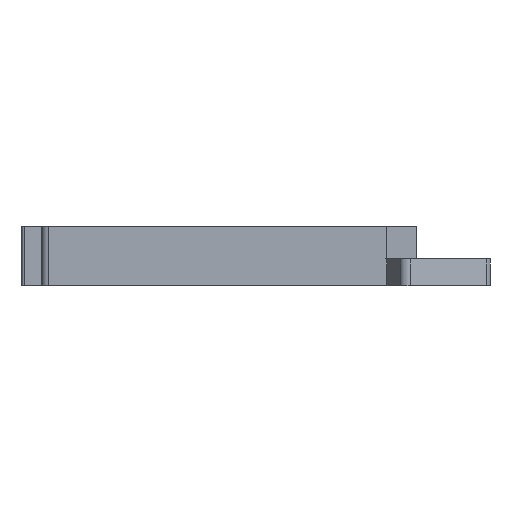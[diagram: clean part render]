
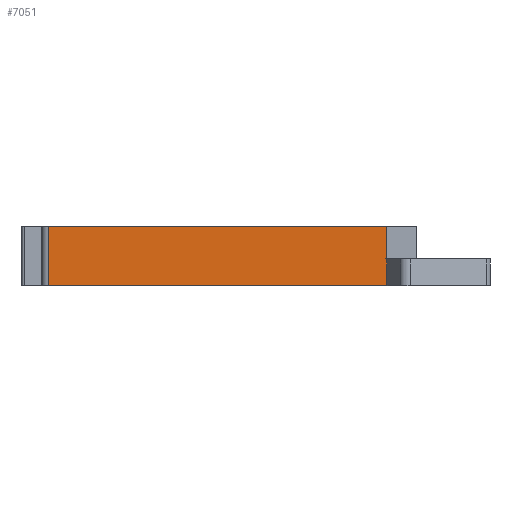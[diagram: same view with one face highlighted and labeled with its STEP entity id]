
A CAD part, left-side view. The second image highlights one B-rep face of the part: STEP entity #7051.
In plain terms, the highlighted planar face has unit normal (-1, 0, 0).
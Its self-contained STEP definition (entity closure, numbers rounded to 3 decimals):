
#253=PLANE('',#7489);
#608=FACE_OUTER_BOUND('',#992,.T.);
#992=EDGE_LOOP('',(#5844,#5845,#5846,#5847,#5848,#5849));
#1217=LINE('',#9490,#2147);
#1245=LINE('',#9587,#2175);
#1551=LINE('',#10228,#2481);
#1592=LINE('',#10319,#2522);
#1634=LINE('',#10413,#2564);
#1792=LINE('',#10855,#2722);
#2147=VECTOR('',#7693,10.);
#2175=VECTOR('',#7737,10.);
#2481=VECTOR('',#8231,10.);
#2522=VECTOR('',#8312,10.);
#2564=VECTOR('',#8380,10.);
#2722=VECTOR('',#8754,10.);
#3147=VERTEX_POINT('',#9487);
#3148=VERTEX_POINT('',#9489);
#3183=VERTEX_POINT('',#9585);
#3411=VERTEX_POINT('',#10226);
#3440=VERTEX_POINT('',#10316);
#3441=VERTEX_POINT('',#10318);
#3817=EDGE_CURVE('',#3147,#3148,#1217,.T.);
#3855=EDGE_CURVE('',#3147,#3183,#1245,.T.);
#4170=EDGE_CURVE('',#3183,#3411,#1551,.T.);
#4215=EDGE_CURVE('',#3440,#3441,#1592,.T.);
#4263=EDGE_CURVE('',#3148,#3440,#1634,.T.);
#4456=EDGE_CURVE('',#3411,#3441,#1792,.T.);
#5844=ORIENTED_EDGE('',*,*,#4263,.F.);
#5845=ORIENTED_EDGE('',*,*,#3817,.F.);
#5846=ORIENTED_EDGE('',*,*,#3855,.T.);
#5847=ORIENTED_EDGE('',*,*,#4170,.T.);
#5848=ORIENTED_EDGE('',*,*,#4456,.T.);
#5849=ORIENTED_EDGE('',*,*,#4215,.F.);
#7051=ADVANCED_FACE('',(#608),#253,.T.);
#7489=AXIS2_PLACEMENT_3D('',#10854,#8752,#8753);
#7693=DIRECTION('',(0.,1.,0.));
#7737=DIRECTION('',(0.,0.,1.));
#8231=DIRECTION('',(0.,1.,0.));
#8312=DIRECTION('',(0.,-1.,0.));
#8380=DIRECTION('',(0.,0.,1.));
#8752=DIRECTION('center_axis',(-1.,0.,0.));
#8753=DIRECTION('ref_axis',(0.,-1.,0.));
#8754=DIRECTION('',(0.,0.,1.));
#9487=CARTESIAN_POINT('',(162.585,-120.425,-2.));
#9489=CARTESIAN_POINT('',(162.585,-49.155,-2.));
#9490=CARTESIAN_POINT('',(162.585,-47.655,-2.));
#9585=CARTESIAN_POINT('',(162.585,-120.425,3.65));
#9587=CARTESIAN_POINT('',(162.585,-120.425,0.));
#10226=CARTESIAN_POINT('',(162.585,-120.425,3.65));
#10228=CARTESIAN_POINT('',(162.585,-70.975,3.65));
#10316=CARTESIAN_POINT('',(162.585,-49.155,10.5));
#10318=CARTESIAN_POINT('',(162.585,-120.425,10.5));
#10319=CARTESIAN_POINT('',(162.585,-47.655,10.5));
#10413=CARTESIAN_POINT('',(162.585,-49.155,0.));
#10854=CARTESIAN_POINT('Origin',(162.585,-47.655,0.));
#10855=CARTESIAN_POINT('',(162.585,-120.425,0.));
